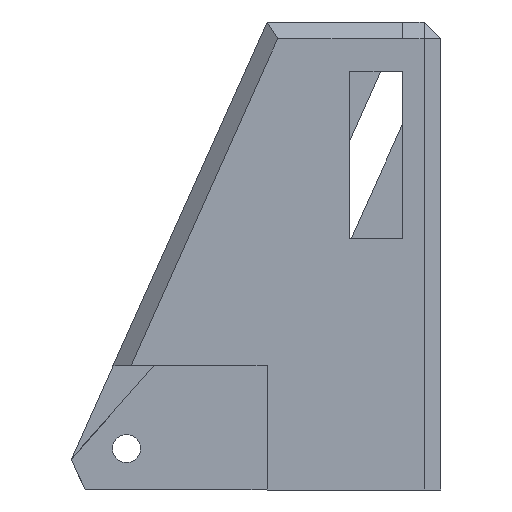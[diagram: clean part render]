
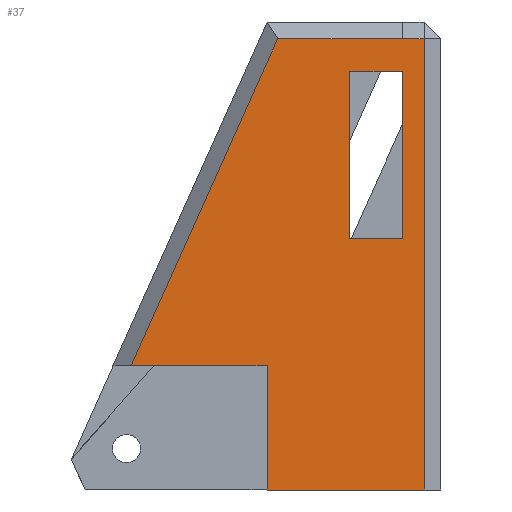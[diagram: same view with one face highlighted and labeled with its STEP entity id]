
A CAD part, left-side view. The second image highlights one B-rep face of the part: STEP entity #37.
In plain terms, the highlighted planar face has unit normal (-1, 0, 0).
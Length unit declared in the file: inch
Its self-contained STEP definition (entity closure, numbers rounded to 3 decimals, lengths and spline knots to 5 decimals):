
#5 = CARTESIAN_POINT ( 'NONE',  ( 3.21109, -3.93701, 0.86614 ) ) ;
#19 = CARTESIAN_POINT ( 'NONE',  ( 3.21109, -4.58075, 3.01575 ) ) ;
#37 = ADVANCED_FACE ( 'NONE', ( #2517, #171 ), #1427, .F. ) ;
#55 = EDGE_LOOP ( 'NONE', ( #3296, #2031, #2184, #2627 ) ) ;
#56 = EDGE_CURVE ( 'NONE', #1542, #2699, #199, .T. ) ;
#130 = DIRECTION ( 'NONE',  ( 0., -1., 0. ) ) ;
#149 = EDGE_CURVE ( 'NONE', #2867, #1816, #485, .T. ) ;
#160 = VERTEX_POINT ( 'NONE', #2593 ) ;
#162 = VERTEX_POINT ( 'NONE', #5 ) ;
#164 = VECTOR ( 'NONE', #130, 39.37008 ) ;
#171 = FACE_OUTER_BOUND ( 'NONE', #1434, .T. ) ;
#187 = VERTEX_POINT ( 'NONE', #3111 ) ;
#199 = LINE ( 'NONE', #3092, #1339 ) ;
#208 = DIRECTION ( 'NONE',  ( 0., 1., 0. ) ) ;
#232 = EDGE_CURVE ( 'NONE', #341, #2867, #2344, .T. ) ;
#263 = VECTOR ( 'NONE', #3063, 39.37008 ) ;
#273 = ORIENTED_EDGE ( 'NONE', *, *, #2463, .F. ) ;
#295 = LINE ( 'NONE', #1331, #1942 ) ;
#311 = VECTOR ( 'NONE', #3300, 39.37008 ) ;
#341 = VERTEX_POINT ( 'NONE', #605 ) ;
#364 = LINE ( 'NONE', #1387, #869 ) ;
#370 = AXIS2_PLACEMENT_3D ( 'NONE', #913, #3263, #1208 ) ;
#391 = CARTESIAN_POINT ( 'NONE',  ( 3.21109, -3.93701, 1.45668 ) ) ;
#433 = DIRECTION ( 'NONE',  ( 0., 0., 1. ) ) ;
#472 = CARTESIAN_POINT ( 'NONE',  ( 3.21109, -3.55646, 2.05236 ) ) ;
#485 = LINE ( 'NONE', #2559, #263 ) ;
#524 = DIRECTION ( 'NONE',  ( 0., 1., 0. ) ) ;
#582 = EDGE_CURVE ( 'NONE', #1421, #187, #656, .T. ) ;
#605 = CARTESIAN_POINT ( 'NONE',  ( 3.2111, -3.93701, 2.90189 ) ) ;
#622 = VERTEX_POINT ( 'NONE', #1510 ) ;
#656 = LINE ( 'NONE', #1676, #702 ) ;
#702 = VECTOR ( 'NONE', #433, 39.37008 ) ;
#725 = LINE ( 'NONE', #2770, #3289 ) ;
#737 = ORIENTED_EDGE ( 'NONE', *, *, #1743, .F. ) ;
#766 = CARTESIAN_POINT ( 'NONE',  ( 3.21109, -4.68504, 0.86614 ) ) ;
#859 = EDGE_CURVE ( 'NONE', #341, #160, #1232, .T. ) ;
#869 = VECTOR ( 'NONE', #2582, 39.37008 ) ;
#884 = DIRECTION ( 'NONE',  ( 0., 1., 0. ) ) ;
#897 = CARTESIAN_POINT ( 'NONE',  ( 3.21109, -3.93701, 0.86614 ) ) ;
#913 = CARTESIAN_POINT ( 'NONE',  ( 3.21109, -3.93701, 0.66929 ) ) ;
#979 = VECTOR ( 'NONE', #884, 39.37008 ) ;
#1064 = CARTESIAN_POINT ( 'NONE',  ( 3.21109, -3.98801, 3.01575 ) ) ;
#1076 = CARTESIAN_POINT ( 'NONE',  ( 3.21109, -3.93701, 1.45668 ) ) ;
#1096 = DIRECTION ( 'NONE',  ( 0., -1., 0. ) ) ;
#1129 = DIRECTION ( 'NONE',  ( 0., 0., -1. ) ) ;
#1147 = VERTEX_POINT ( 'NONE', #1076 ) ;
#1151 = EDGE_CURVE ( 'NONE', #622, #1455, #2884, .T. ) ;
#1208 = DIRECTION ( 'NONE',  ( 0., 1., 0. ) ) ;
#1221 = DIRECTION ( 'NONE',  ( 0., 0., 1. ) ) ;
#1232 = LINE ( 'NONE', #472, #311 ) ;
#1277 = LINE ( 'NONE', #2106, #3142 ) ;
#1320 = ORIENTED_EDGE ( 'NONE', *, *, #859, .T. ) ;
#1331 = CARTESIAN_POINT ( 'NONE',  ( 3.21109, -3.93701, 2.06299 ) ) ;
#1339 = VECTOR ( 'NONE', #1221, 39.37008 ) ;
#1340 = EDGE_CURVE ( 'NONE', #160, #1147, #2955, .T. ) ;
#1387 = CARTESIAN_POINT ( 'NONE',  ( 3.21109, -3.93701, 0.66929 ) ) ;
#1402 = ORIENTED_EDGE ( 'NONE', *, *, #149, .F. ) ;
#1421 = VERTEX_POINT ( 'NONE', #766 ) ;
#1427 = PLANE ( 'NONE',  #370 ) ;
#1429 = ORIENTED_EDGE ( 'NONE', *, *, #232, .F. ) ;
#1434 = EDGE_LOOP ( 'NONE', ( #1320, #1689, #737, #273, #2323, #2714, #1402, #1429 ) ) ;
#1455 = VERTEX_POINT ( 'NONE', #3056 ) ;
#1472 = CARTESIAN_POINT ( 'NONE',  ( 3.21109, -4.58075, 2.06299 ) ) ;
#1510 = CARTESIAN_POINT ( 'NONE',  ( 3.21109, -4.33071, 2.85827 ) ) ;
#1542 = VERTEX_POINT ( 'NONE', #1472 ) ;
#1676 = CARTESIAN_POINT ( 'NONE',  ( 3.21109, -4.68504, 0.86614 ) ) ;
#1689 = ORIENTED_EDGE ( 'NONE', *, *, #1340, .T. ) ;
#1743 = EDGE_CURVE ( 'NONE', #162, #1147, #364, .T. ) ;
#1816 = VERTEX_POINT ( 'NONE', #19 ) ;
#1852 = EDGE_CURVE ( 'NONE', #187, #1816, #725, .T. ) ;
#1912 = LINE ( 'NONE', #897, #979 ) ;
#1942 = VECTOR ( 'NONE', #1096, 39.37008 ) ;
#1959 = EDGE_CURVE ( 'NONE', #2699, #622, #1277, .T. ) ;
#2031 = ORIENTED_EDGE ( 'NONE', *, *, #1151, .F. ) ;
#2082 = DIRECTION ( 'NONE',  ( 0., -0.409, 0.913 ) ) ;
#2106 = CARTESIAN_POINT ( 'NONE',  ( 3.21109, -4.33071, 2.85827 ) ) ;
#2184 = ORIENTED_EDGE ( 'NONE', *, *, #1959, .F. ) ;
#2323 = ORIENTED_EDGE ( 'NONE', *, *, #582, .T. ) ;
#2344 = LINE ( 'NONE', #1064, #3239 ) ;
#2356 = CARTESIAN_POINT ( 'NONE',  ( 3.21109, -4.33071, 2.06299 ) ) ;
#2369 = VECTOR ( 'NONE', #1129, 39.37008 ) ;
#2463 = EDGE_CURVE ( 'NONE', #1421, #162, #1912, .T. ) ;
#2517 = FACE_BOUND ( 'NONE', #55, .T. ) ;
#2559 = CARTESIAN_POINT ( 'NONE',  ( 3.21109, -4.58075, 3.01575 ) ) ;
#2582 = DIRECTION ( 'NONE',  ( 0., 0., 1. ) ) ;
#2591 = CARTESIAN_POINT ( 'NONE',  ( 3.21109, -4.58075, 2.85827 ) ) ;
#2593 = CARTESIAN_POINT ( 'NONE',  ( 3.21109, -3.28962, 1.45668 ) ) ;
#2627 = ORIENTED_EDGE ( 'NONE', *, *, #56, .F. ) ;
#2699 = VERTEX_POINT ( 'NONE', #2591 ) ;
#2714 = ORIENTED_EDGE ( 'NONE', *, *, #1852, .T. ) ;
#2770 = CARTESIAN_POINT ( 'NONE',  ( 3.21109, -4.1437, 3.01575 ) ) ;
#2785 = EDGE_CURVE ( 'NONE', #1455, #1542, #295, .T. ) ;
#2822 = CARTESIAN_POINT ( 'NONE',  ( 3.21109, -3.98801, 3.01575 ) ) ;
#2867 = VERTEX_POINT ( 'NONE', #2822 ) ;
#2884 = LINE ( 'NONE', #2356, #2369 ) ;
#2955 = LINE ( 'NONE', #391, #164 ) ;
#3056 = CARTESIAN_POINT ( 'NONE',  ( 3.21109, -4.33071, 2.06299 ) ) ;
#3063 = DIRECTION ( 'NONE',  ( 0., -1., 0. ) ) ;
#3092 = CARTESIAN_POINT ( 'NONE',  ( 3.21109, -4.58075, 2.06299 ) ) ;
#3111 = CARTESIAN_POINT ( 'NONE',  ( 3.21109, -4.68504, 3.01575 ) ) ;
#3142 = VECTOR ( 'NONE', #524, 39.37008 ) ;
#3239 = VECTOR ( 'NONE', #2082, 39.37008 ) ;
#3263 = DIRECTION ( 'NONE',  ( 1., 0., 0. ) ) ;
#3289 = VECTOR ( 'NONE', #208, 39.37008 ) ;
#3296 = ORIENTED_EDGE ( 'NONE', *, *, #2785, .F. ) ;
#3300 = DIRECTION ( 'NONE',  ( 0., 0.409, -0.913 ) ) ;
